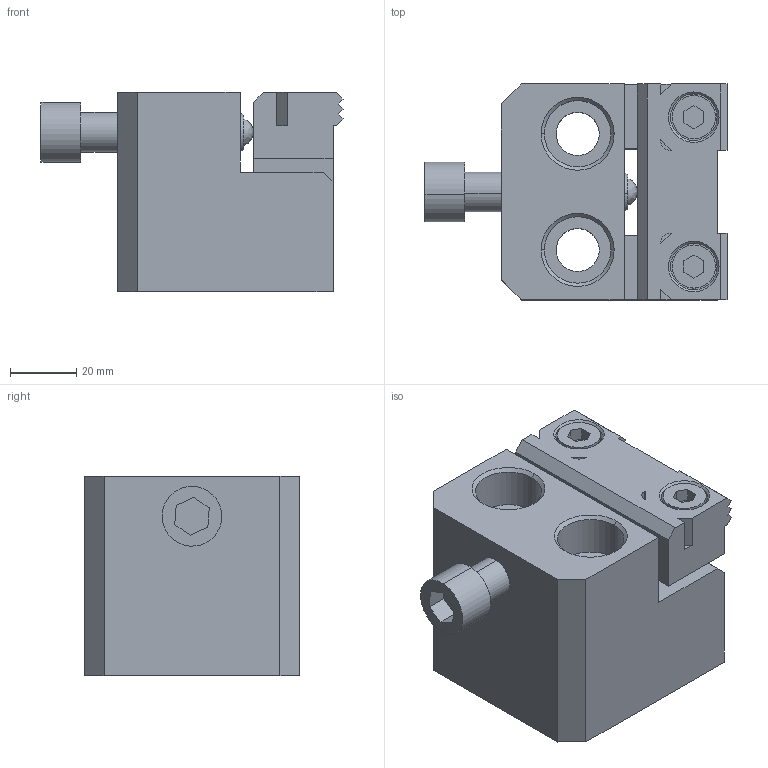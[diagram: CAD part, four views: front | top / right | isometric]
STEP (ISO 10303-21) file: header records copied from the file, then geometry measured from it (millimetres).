
FILE_DESCRIPTION (( 'STEP AP203' ), '1' );
FILE_NAME ('cp102-12060.STEP', '2021-10-25T23:49:33', ( '' ), ( '' ), 'SwSTEP 2.0', 'SolidWorks 2020', '' );
FILE_SCHEMA (( 'CONFIG_CONTROL_DESIGN' ));
Length unit declared in the file: millimetre
Products named in the file (3): cp102-12060; cp102-12060_02; cp102-12060_01
Assembly tree (2 placements, depth 2):
  cp102-12060
    cp102-12060_01
    cp102-12060_02
Bounding box: 91 x 65 x 60 mm (x, y, z)
Volume: 214130.8 mm3; surface area: 42710.4 mm2
Topology: 2 solids, 4 shells, 153 faces, 370 edges, 242 vertices
Faces by surface type: plane 94, cylinder 40, cone 18, bspline 1
Entity records: 4850 total; most frequent: CARTESIAN_POINT 851, DIRECTION 782, ORIENTED_EDGE 740, EDGE_CURVE 370, LINE 268, VECTOR 268, AXIS2_PLACEMENT_3D 257, VERTEX_POINT 242
